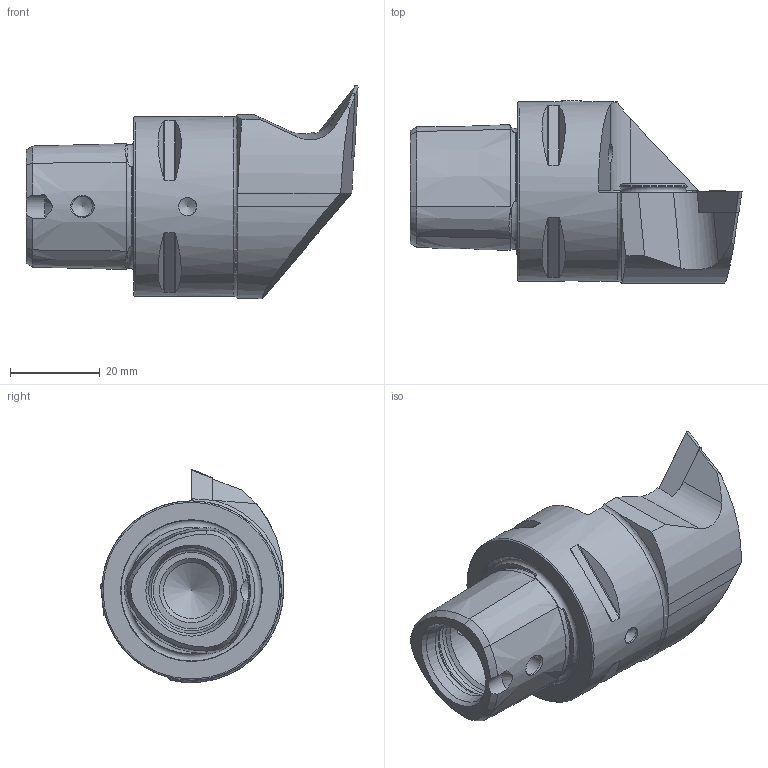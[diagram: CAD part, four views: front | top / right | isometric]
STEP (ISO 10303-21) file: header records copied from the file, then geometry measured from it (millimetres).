
FILE_DESCRIPTION (( 'STEP AP214' ), '1' );
FILE_NAME ('PS4.KVB.LUA.050-HP.STEP', '2020-11-20T13:21:54', ( '' ), ( '' ), 'SwSTEP 2.0', 'SolidWorks 2017', '' );
FILE_SCHEMA (( 'AUTOMOTIVE_DESIGN' ));
Length unit declared in the file: millimetre
Products named in the file (10): VCMT160404; WCB-ER2.001.009_A; ISO 8752 2x8; CHP-ER1.015.006; DIN 7991 - M5x15; CHP-ER1.008.011_A; PS4-KVB.LUA.050-HP_A_Fertigbearbeitung; PS4.KVB.LUA.050-HP; CHP-ER1.015.006_A; DIN 3771 - 13x1
Assembly tree (9 placements, depth 3):
  PS4.KVB.LUA.050-HP
    PS4-KVB.LUA.050-HP_A_Fertigbearbeitung
    WCB-ER2.001.009_A
    VCMT160404
    CHP-ER1.015.006
      CHP-ER1.015.006_A
      DIN 3771 - 13x1
      DIN 7991 - M5x15
    CHP-ER1.008.011_A
    ISO 8752 2x8
Bounding box: 74 x 40.76 x 47.5 mm (x, y, z)
Volume: 47841.1 mm3; surface area: 15364.9 mm2
Topology: 8 solids, 8 shells, 284 faces, 692 edges, 426 vertices
Faces by surface type: plane 94, cone 85, cylinder 62, torus 26, bspline 16, sphere 1
Full cylindrical faces by diameter (mm): 2 x1, 2.5 x1, 3 x1, 3.3 x2, 4 x2, 4.2 x2, 4.4 x1, 4.6 x2, 5 x3, 5.2 x1, 5.25 x1, 5.5 x1, 6.1 x1, 7 x1, 8 x1, 10 x1, 12.5 x1, 13.4 x1, 15 x4, 18 x2, 20 x1, 40 x1
Entity records: 9921 total; most frequent: CARTESIAN_POINT 3251, ORIENTED_EDGE 1160, DIRECTION 1153, EDGE_CURVE 580, AXIS2_PLACEMENT_3D 481, VERTEX_POINT 400, EDGE_LOOP 384, FACE_OUTER_BOUND 327
